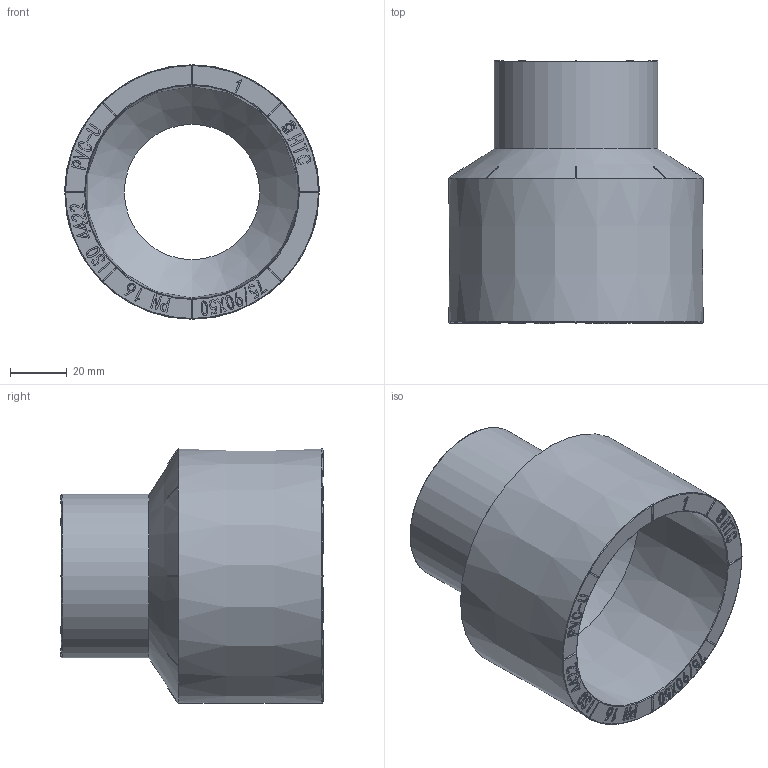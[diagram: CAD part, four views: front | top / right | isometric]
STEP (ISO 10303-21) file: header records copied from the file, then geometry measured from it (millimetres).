
FILE_DESCRIPTION(/* description */ (''),/* implementation_level */ '2;1');
FILE_NAME(/* name */ 'Z1Q075050.stp',/* time_stamp */ '2024-11-09T15:37:35+08:00',/* author */ (''),/* organization */ (''),/* preprocessor_version */ 'ST-DEVELOPER v16',/* originating_system */ 'SIEMENS PLM Software NX 10.0',/* authorisation */ '');
FILE_SCHEMA (('AUTOMOTIVE_DESIGN { 1 0 10303 214 3 1 1 1 }'));
Length unit declared in the file: millimetre
Products named in the file (1): gelv0FF88864nr2j
Bounding box: 90.1 x 93 x 90.1 mm (x, y, z)
Volume: 149715 mm3; surface area: 46854.8 mm2
Topology: 1 solids, 1 shells, 1378 faces, 3945 edges, 2584 vertices
Faces by surface type: plane 1235, sphere 64, cylinder 32, bspline 24, extrusion 14, cone 5, torus 4
Full cylindrical faces by diameter (mm): 2 x1, 3 x1, 47.9 x1, 58 x1
Entity records: 49809 total; most frequent: CARTESIAN_POINT 18822, ORIENTED_EDGE 7790, DIRECTION 4359, EDGE_CURVE 3895, VERTEX_POINT 2580, B_SPLINE_CURVE_WITH_KNOTS 2460, AXIS2_PLACEMENT_3D 1555, EDGE_LOOP 1441
